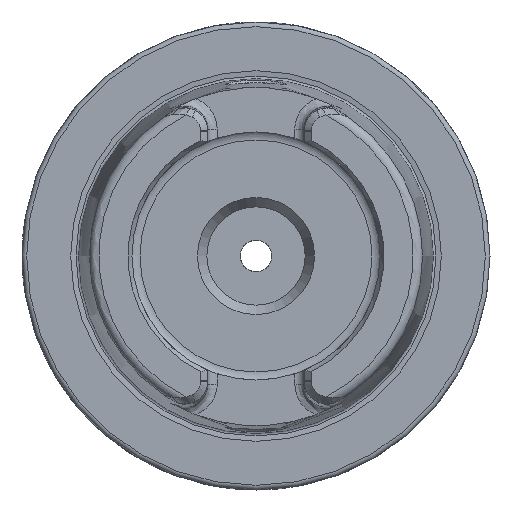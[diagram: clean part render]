
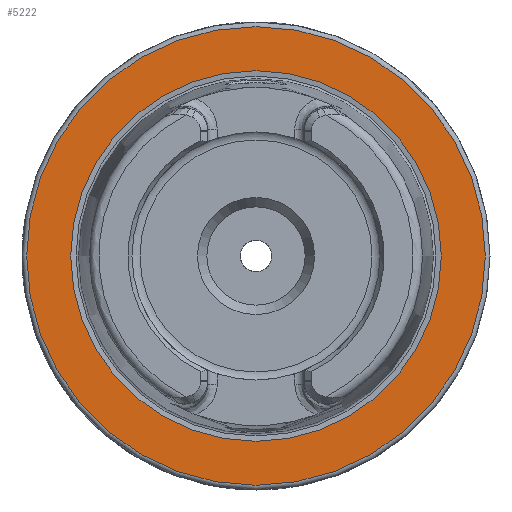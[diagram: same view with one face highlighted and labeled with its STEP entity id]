
A CAD part, left-side view. The second image highlights one B-rep face of the part: STEP entity #5222.
In plain terms, the highlighted planar face has unit normal (-1, 0, 0).
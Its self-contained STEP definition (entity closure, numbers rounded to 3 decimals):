
#428=FACE_BOUND('',#1776,.T.);
#1166=PLANE('',#5652);
#1460=FACE_OUTER_BOUND('',#1775,.T.);
#1775=EDGE_LOOP('',(#4875));
#1776=EDGE_LOOP('',(#4876));
#1944=CIRCLE('',#5651,39.587);
#1945=CIRCLE('',#5653,49.);
#2506=VERTEX_POINT('',#18457);
#2507=VERTEX_POINT('',#18461);
#3299=EDGE_CURVE('',#2506,#2506,#1944,.T.);
#3300=EDGE_CURVE('',#2507,#2507,#1945,.T.);
#4875=ORIENTED_EDGE('',*,*,#3300,.F.);
#4876=ORIENTED_EDGE('',*,*,#3299,.T.);
#5222=ADVANCED_FACE('',(#1460,#428),#1166,.T.);
#5651=AXIS2_PLACEMENT_3D('',#18459,#6754,#6755);
#5652=AXIS2_PLACEMENT_3D('',#18460,#6756,#6757);
#5653=AXIS2_PLACEMENT_3D('',#18462,#6758,#6759);
#6754=DIRECTION('center_axis',(1.,0.,0.));
#6755=DIRECTION('ref_axis',(0.,0.,-1.));
#6756=DIRECTION('center_axis',(-1.,0.,0.));
#6757=DIRECTION('ref_axis',(0.,0.,1.));
#6758=DIRECTION('center_axis',(1.,0.,0.));
#6759=DIRECTION('ref_axis',(0.,0.,-1.));
#18457=CARTESIAN_POINT('',(0.,-39.587,0.));
#18459=CARTESIAN_POINT('Origin',(0.,0.,0.));
#18460=CARTESIAN_POINT('Origin',(0.,49.,
0.));
#18461=CARTESIAN_POINT('',(0.,0.,
49.));
#18462=CARTESIAN_POINT('Origin',(0.,0.,0.));
